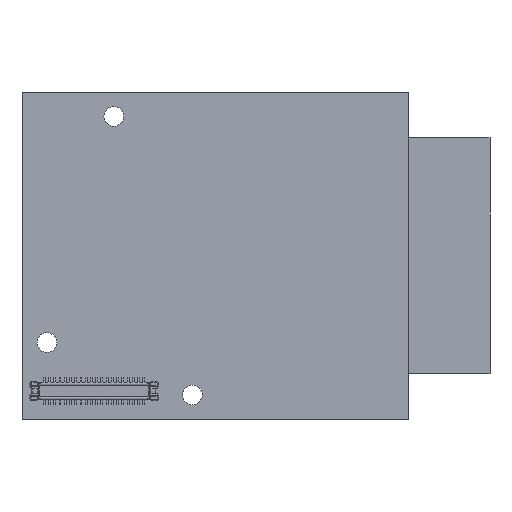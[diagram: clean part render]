
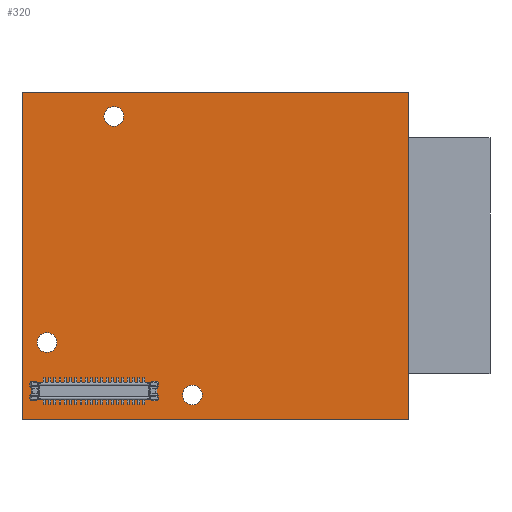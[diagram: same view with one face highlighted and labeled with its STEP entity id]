
A CAD part, front view. The second image highlights one B-rep face of the part: STEP entity #320.
In plain terms, the highlighted planar face has unit normal (0, -1, 0).
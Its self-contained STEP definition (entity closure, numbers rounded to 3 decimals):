
#25=DIRECTION('',(1.,0.,0.));
#26=VECTOR('',#25,29.5);
#27=CARTESIAN_POINT('',(0.,0.,0.));
#28=LINE('',#27,#26);
#32=DIRECTION('',(0.,0.,-1.));
#33=VECTOR('',#32,25.);
#34=CARTESIAN_POINT('',(29.5,0.,0.));
#35=LINE('',#34,#33);
#39=DIRECTION('',(-1.,0.,0.));
#40=VECTOR('',#39,29.5);
#41=CARTESIAN_POINT('',(29.5,0.,-25.));
#42=LINE('',#41,#40);
#46=DIRECTION('',(0.,0.,1.));
#47=VECTOR('',#46,25.);
#48=CARTESIAN_POINT('',(0.,0.,-25.));
#49=LINE('',#48,#47);
#53=CARTESIAN_POINT('',(1.9,0.,-19.1));
#54=DIRECTION('',(0.,1.,0.));
#55=DIRECTION('',(1.,0.,0.));
#56=AXIS2_PLACEMENT_3D('',#53,#54,#55);
#61=CARTESIAN_POINT('',(1.9,0.,-19.1));
#62=DIRECTION('',(0.,1.,0.));
#63=DIRECTION('',(-1.,0.,0.));
#64=AXIS2_PLACEMENT_3D('',#61,#62,#63);
#69=CARTESIAN_POINT('',(13.,0.,-23.1));
#70=DIRECTION('',(0.,1.,0.));
#71=DIRECTION('',(1.,0.,0.));
#72=AXIS2_PLACEMENT_3D('',#69,#70,#71);
#77=CARTESIAN_POINT('',(13.,0.,-23.1));
#78=DIRECTION('',(0.,1.,0.));
#79=DIRECTION('',(-1.,0.,0.));
#80=AXIS2_PLACEMENT_3D('',#77,#78,#79);
#85=CARTESIAN_POINT('',(7.,0.,-1.85));
#86=DIRECTION('',(0.,1.,0.));
#87=DIRECTION('',(1.,0.,0.));
#88=AXIS2_PLACEMENT_3D('',#85,#86,#87);
#93=CARTESIAN_POINT('',(7.,0.,-1.85));
#94=DIRECTION('',(0.,1.,0.));
#95=DIRECTION('',(-1.,0.,0.));
#96=AXIS2_PLACEMENT_3D('',#93,#94,#95);
#247=CARTESIAN_POINT('',(0.,0.,0.));
#248=CARTESIAN_POINT('',(29.5,0.,0.));
#249=VERTEX_POINT('',#247);
#250=VERTEX_POINT('',#248);
#251=CARTESIAN_POINT('',(29.5,0.,-25.));
#252=VERTEX_POINT('',#251);
#253=CARTESIAN_POINT('',(0.,0.,-25.));
#254=VERTEX_POINT('',#253);
#263=CARTESIAN_POINT('',(2.65,0.,-19.1));
#264=CARTESIAN_POINT('',(1.15,0.,-19.1));
#265=VERTEX_POINT('',#263);
#266=VERTEX_POINT('',#264);
#271=CARTESIAN_POINT('',(13.75,0.,-23.1));
#272=CARTESIAN_POINT('',(12.25,0.,-23.1));
#273=VERTEX_POINT('',#271);
#274=VERTEX_POINT('',#272);
#279=CARTESIAN_POINT('',(7.75,0.,-1.85));
#280=CARTESIAN_POINT('',(6.25,0.,-1.85));
#281=VERTEX_POINT('',#279);
#282=VERTEX_POINT('',#280);
#287=CARTESIAN_POINT('',(0.,0.,0.));
#288=DIRECTION('',(0.,1.,0.));
#289=DIRECTION('',(1.,0.,0.));
#290=AXIS2_PLACEMENT_3D('',#287,#288,#289);
#291=PLANE('',#290);
#293=ORIENTED_EDGE('',*,*,#292,.T.);
#295=ORIENTED_EDGE('',*,*,#294,.T.);
#297=ORIENTED_EDGE('',*,*,#296,.T.);
#299=ORIENTED_EDGE('',*,*,#298,.T.);
#300=EDGE_LOOP('',(#293,#295,#297,#299));
#301=FACE_OUTER_BOUND('',#300,.F.);
#303=ORIENTED_EDGE('',*,*,#302,.F.);
#305=ORIENTED_EDGE('',*,*,#304,.F.);
#306=EDGE_LOOP('',(#303,#305));
#307=FACE_BOUND('',#306,.F.);
#309=ORIENTED_EDGE('',*,*,#308,.F.);
#311=ORIENTED_EDGE('',*,*,#310,.F.);
#312=EDGE_LOOP('',(#309,#311));
#313=FACE_BOUND('',#312,.F.);
#315=ORIENTED_EDGE('',*,*,#314,.F.);
#317=ORIENTED_EDGE('',*,*,#316,.F.);
#318=EDGE_LOOP('',(#315,#317));
#319=FACE_BOUND('',#318,.F.);
#57=CIRCLE('',#56,0.75);
#65=CIRCLE('',#64,0.75);
#73=CIRCLE('',#72,0.75);
#81=CIRCLE('',#80,0.75);
#89=CIRCLE('',#88,0.75);
#97=CIRCLE('',#96,0.75);
#292=EDGE_CURVE('',#249,#250,#28,.T.);
#294=EDGE_CURVE('',#250,#252,#35,.T.);
#296=EDGE_CURVE('',#252,#254,#42,.T.);
#298=EDGE_CURVE('',#254,#249,#49,.T.);
#302=EDGE_CURVE('',#265,#266,#57,.T.);
#304=EDGE_CURVE('',#266,#265,#65,.T.);
#308=EDGE_CURVE('',#273,#274,#73,.T.);
#310=EDGE_CURVE('',#274,#273,#81,.T.);
#314=EDGE_CURVE('',#281,#282,#89,.T.);
#316=EDGE_CURVE('',#282,#281,#97,.T.);
#320=ADVANCED_FACE('',(#301,#307,#313,#319),#291,.F.);
